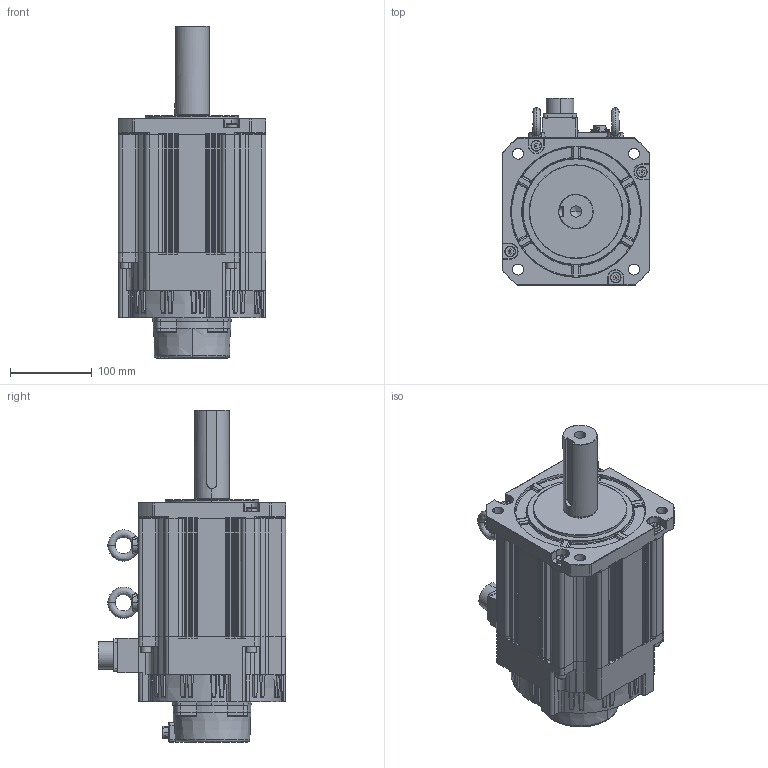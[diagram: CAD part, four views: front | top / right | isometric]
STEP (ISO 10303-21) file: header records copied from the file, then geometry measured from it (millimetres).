
FILE_DESCRIPTION (( 'STEP AP203' ), '1' );
FILE_NAME ('SV-X6MG550A-B4LD.STEP', '2021-10-12T09:31:51', ( 'China' ), ( 'Microsoft' ), 'SwSTEP 2.0', 'SolidWorks 2016', '' );
FILE_SCHEMA (( 'CONFIG_CONTROL_DESIGN' ));
Length unit declared in the file: millimetre
Products named in the file (1): SV-X6MG550A-B4LD
Bounding box: 180 x 228.6 x 405.5 mm (x, y, z)
Volume: 7270362.2 mm3; surface area: 317753.3 mm2
Topology: 1 solids, 1 shells, 1826 faces, 4815 edges, 3006 vertices
Faces by surface type: plane 699, cylinder 623, cone 248, bspline 154, torus 78, sphere 24
Entity records: 68240 total; most frequent: CARTESIAN_POINT 24771, ORIENTED_EDGE 9562, DIRECTION 8705, EDGE_CURVE 4781, AXIS2_PLACEMENT_3D 3256, VERTEX_POINT 2998, LINE 2193, VECTOR 2193
